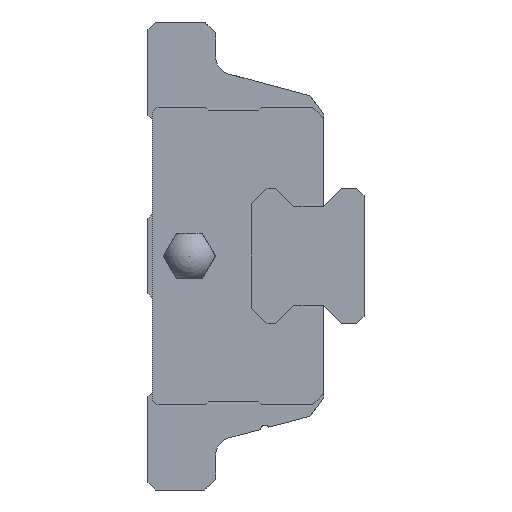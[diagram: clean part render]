
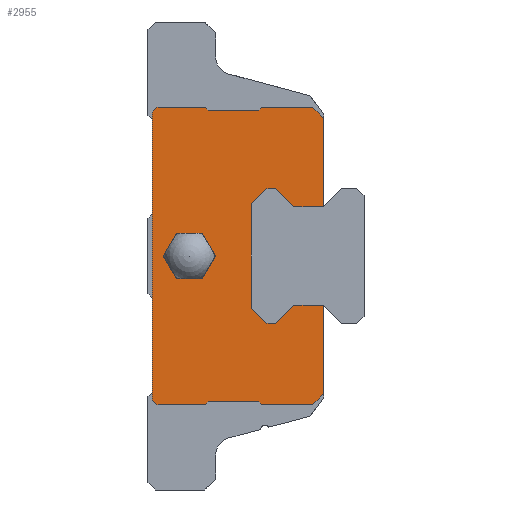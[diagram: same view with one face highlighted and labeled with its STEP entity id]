
A CAD part, left-side view. The second image highlights one B-rep face of the part: STEP entity #2955.
In plain terms, the highlighted planar face has unit normal (-1, 0, 0).
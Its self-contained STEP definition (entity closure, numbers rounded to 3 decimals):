
#652=ORIENTED_EDGE('',*,*,#1246,.F.);
#653=ORIENTED_EDGE('',*,*,#1200,.F.);
#654=ORIENTED_EDGE('',*,*,#1271,.F.);
#655=ORIENTED_EDGE('',*,*,#1269,.F.);
#656=ORIENTED_EDGE('',*,*,#1267,.F.);
#657=ORIENTED_EDGE('',*,*,#1265,.F.);
#658=ORIENTED_EDGE('',*,*,#1263,.F.);
#659=ORIENTED_EDGE('',*,*,#1261,.F.);
#660=ORIENTED_EDGE('',*,*,#1259,.F.);
#661=ORIENTED_EDGE('',*,*,#1174,.F.);
#662=ORIENTED_EDGE('',*,*,#1171,.F.);
#663=ORIENTED_EDGE('',*,*,#1168,.F.);
#664=ORIENTED_EDGE('',*,*,#1165,.F.);
#665=ORIENTED_EDGE('',*,*,#1162,.F.);
#666=ORIENTED_EDGE('',*,*,#1159,.F.);
#667=ORIENTED_EDGE('',*,*,#1156,.F.);
#668=ORIENTED_EDGE('',*,*,#1153,.F.);
#669=ORIENTED_EDGE('',*,*,#1150,.F.);
#670=ORIENTED_EDGE('',*,*,#1147,.F.);
#671=ORIENTED_EDGE('',*,*,#1143,.F.);
#672=ORIENTED_EDGE('',*,*,#1258,.F.);
#673=ORIENTED_EDGE('',*,*,#1256,.F.);
#674=ORIENTED_EDGE('',*,*,#1254,.F.);
#675=ORIENTED_EDGE('',*,*,#1252,.F.);
#676=ORIENTED_EDGE('',*,*,#1250,.F.);
#677=ORIENTED_EDGE('',*,*,#1248,.F.);
#678=ORIENTED_EDGE('',*,*,#1272,.T.);
#679=ORIENTED_EDGE('',*,*,#1273,.T.);
#680=ORIENTED_EDGE('',*,*,#1274,.T.);
#681=ORIENTED_EDGE('',*,*,#1275,.T.);
#682=ORIENTED_EDGE('',*,*,#1276,.T.);
#683=ORIENTED_EDGE('',*,*,#1277,.T.);
#1143=EDGE_CURVE('',#1529,#1530,#1802,.T.);
#1147=EDGE_CURVE('',#1530,#1533,#1806,.T.);
#1150=EDGE_CURVE('',#1533,#1535,#1809,.T.);
#1153=EDGE_CURVE('',#1535,#1537,#1812,.T.);
#1156=EDGE_CURVE('',#1537,#1539,#1815,.T.);
#1159=EDGE_CURVE('',#1539,#1541,#1818,.T.);
#1162=EDGE_CURVE('',#1541,#1543,#1821,.T.);
#1165=EDGE_CURVE('',#1543,#1545,#1824,.T.);
#1168=EDGE_CURVE('',#1545,#1547,#1827,.T.);
#1171=EDGE_CURVE('',#1547,#1549,#1830,.T.);
#1174=EDGE_CURVE('',#1549,#1551,#1833,.T.);
#1200=EDGE_CURVE('',#1560,#1561,#1857,.T.);
#1246=EDGE_CURVE('',#1561,#1588,#1900,.T.);
#1248=EDGE_CURVE('',#1588,#1589,#1902,.T.);
#1250=EDGE_CURVE('',#1589,#1590,#1904,.T.);
#1252=EDGE_CURVE('',#1590,#1591,#1906,.T.);
#1254=EDGE_CURVE('',#1591,#1592,#1908,.T.);
#1256=EDGE_CURVE('',#1592,#1593,#1910,.T.);
#1258=EDGE_CURVE('',#1593,#1529,#1912,.T.);
#1259=EDGE_CURVE('',#1551,#1594,#1913,.T.);
#1261=EDGE_CURVE('',#1594,#1595,#1915,.T.);
#1263=EDGE_CURVE('',#1595,#1596,#1917,.T.);
#1265=EDGE_CURVE('',#1596,#1597,#1919,.T.);
#1267=EDGE_CURVE('',#1597,#1598,#1921,.T.);
#1269=EDGE_CURVE('',#1598,#1599,#1923,.T.);
#1271=EDGE_CURVE('',#1599,#1560,#1925,.T.);
#1272=EDGE_CURVE('',#1600,#1601,#1926,.T.);
#1273=EDGE_CURVE('',#1601,#1602,#1927,.T.);
#1274=EDGE_CURVE('',#1602,#1603,#1928,.T.);
#1275=EDGE_CURVE('',#1603,#1604,#1929,.T.);
#1276=EDGE_CURVE('',#1604,#1605,#1930,.T.);
#1277=EDGE_CURVE('',#1605,#1600,#1931,.T.);
#1529=VERTEX_POINT('',#4440);
#1530=VERTEX_POINT('',#4442);
#1533=VERTEX_POINT('',#4450);
#1535=VERTEX_POINT('',#4456);
#1537=VERTEX_POINT('',#4462);
#1539=VERTEX_POINT('',#4468);
#1541=VERTEX_POINT('',#4474);
#1543=VERTEX_POINT('',#4480);
#1545=VERTEX_POINT('',#4486);
#1547=VERTEX_POINT('',#4492);
#1549=VERTEX_POINT('',#4498);
#1551=VERTEX_POINT('',#4504);
#1560=VERTEX_POINT('',#4551);
#1561=VERTEX_POINT('',#4553);
#1588=VERTEX_POINT('',#4645);
#1589=VERTEX_POINT('',#4649);
#1590=VERTEX_POINT('',#4653);
#1591=VERTEX_POINT('',#4657);
#1592=VERTEX_POINT('',#4661);
#1593=VERTEX_POINT('',#4665);
#1594=VERTEX_POINT('',#4671);
#1595=VERTEX_POINT('',#4675);
#1596=VERTEX_POINT('',#4679);
#1597=VERTEX_POINT('',#4683);
#1598=VERTEX_POINT('',#4687);
#1599=VERTEX_POINT('',#4691);
#1600=VERTEX_POINT('',#4697);
#1601=VERTEX_POINT('',#4698);
#1602=VERTEX_POINT('',#4700);
#1603=VERTEX_POINT('',#4702);
#1604=VERTEX_POINT('',#4704);
#1605=VERTEX_POINT('',#4706);
#1802=LINE('',#4441,#2146);
#1806=LINE('',#4449,#2150);
#1809=LINE('',#4455,#2153);
#1812=LINE('',#4461,#2156);
#1815=LINE('',#4467,#2159);
#1818=LINE('',#4473,#2162);
#1821=LINE('',#4479,#2165);
#1824=LINE('',#4485,#2168);
#1827=LINE('',#4491,#2171);
#1830=LINE('',#4497,#2174);
#1833=LINE('',#4503,#2177);
#1857=LINE('',#4552,#2201);
#1900=LINE('',#4644,#2244);
#1902=LINE('',#4648,#2246);
#1904=LINE('',#4652,#2248);
#1906=LINE('',#4656,#2250);
#1908=LINE('',#4660,#2252);
#1910=LINE('',#4664,#2254);
#1912=LINE('',#4668,#2256);
#1913=LINE('',#4670,#2257);
#1915=LINE('',#4674,#2259);
#1917=LINE('',#4678,#2261);
#1919=LINE('',#4682,#2263);
#1921=LINE('',#4686,#2265);
#1923=LINE('',#4690,#2267);
#1925=LINE('',#4694,#2269);
#1926=LINE('',#4696,#2270);
#1927=LINE('',#4699,#2271);
#1928=LINE('',#4701,#2272);
#1929=LINE('',#4703,#2273);
#1930=LINE('',#4705,#2274);
#1931=LINE('',#4707,#2275);
#2146=VECTOR('',#3529,1000.);
#2150=VECTOR('',#3535,1000.);
#2153=VECTOR('',#3540,1000.);
#2156=VECTOR('',#3545,1000.);
#2159=VECTOR('',#3550,1000.);
#2162=VECTOR('',#3555,1000.);
#2165=VECTOR('',#3560,1000.);
#2168=VECTOR('',#3565,1000.);
#2171=VECTOR('',#3570,1000.);
#2174=VECTOR('',#3575,1000.);
#2177=VECTOR('',#3580,1000.);
#2201=VECTOR('',#3634,1000.);
#2244=VECTOR('',#3721,1000.);
#2246=VECTOR('',#3725,1000.);
#2248=VECTOR('',#3729,1000.);
#2250=VECTOR('',#3733,1000.);
#2252=VECTOR('',#3737,1000.);
#2254=VECTOR('',#3741,1000.);
#2256=VECTOR('',#3745,1000.);
#2257=VECTOR('',#3748,1000.);
#2259=VECTOR('',#3752,1000.);
#2261=VECTOR('',#3756,1000.);
#2263=VECTOR('',#3760,1000.);
#2265=VECTOR('',#3764,1000.);
#2267=VECTOR('',#3768,1000.);
#2269=VECTOR('',#3772,1000.);
#2270=VECTOR('',#3775,1000.);
#2271=VECTOR('',#3776,1000.);
#2272=VECTOR('',#3777,1000.);
#2273=VECTOR('',#3778,1000.);
#2274=VECTOR('',#3779,1000.);
#2275=VECTOR('',#3780,1000.);
#2462=EDGE_LOOP('',(#652,#653,#654,#655,#656,#657,#658,#659,#660,#661,#662,
#663,#664,#665,#666,#667,#668,#669,#670,#671,#672,#673,#674,#675,#676,#677));
#2463=EDGE_LOOP('',(#678,#679,#680,#681,#682,#683));
#2648=FACE_BOUND('',#2462,.T.);
#2649=FACE_BOUND('',#2463,.T.);
#2816=PLANE('',#3176);
#2955=ADVANCED_FACE('',(#2648,#2649),#2816,.F.);
#3176=AXIS2_PLACEMENT_3D('',#4695,#3773,#3774);
#3529=DIRECTION('',(0.,0.,-1.));
#3535=DIRECTION('',(0.,1.,0.));
#3540=DIRECTION('',(0.,0.707,0.707));
#3545=DIRECTION('',(0.,1.,0.));
#3550=DIRECTION('',(0.,0.711,-0.703));
#3555=DIRECTION('',(0.,0.,-1.));
#3560=DIRECTION('',(0.,-0.711,-0.703));
#3565=DIRECTION('',(0.,-1.,0.));
#3570=DIRECTION('',(0.,-0.707,0.707));
#3575=DIRECTION('',(0.,-1.,0.));
#3580=DIRECTION('',(0.,0.,-1.));
#3634=DIRECTION('',(0.,0.,1.));
#3721=DIRECTION('',(0.,-0.707,0.707));
#3725=DIRECTION('',(0.,-1.,0.));
#3729=DIRECTION('',(0.,-0.707,-0.707));
#3733=DIRECTION('',(0.,-1.,0.));
#3737=DIRECTION('',(0.,-0.707,0.707));
#3741=DIRECTION('',(0.,-1.,0.));
#3745=DIRECTION('',(0.,-0.707,-0.707));
#3748=DIRECTION('',(0.,0.707,-0.707));
#3752=DIRECTION('',(0.,1.,0.));
#3756=DIRECTION('',(0.,0.707,0.707));
#3760=DIRECTION('',(0.,1.,0.));
#3764=DIRECTION('',(0.,0.707,-0.707));
#3768=DIRECTION('',(0.,1.,0.));
#3772=DIRECTION('',(0.,0.707,0.707));
#3773=DIRECTION('',(1.,0.,0.));
#3774=DIRECTION('',(0.,0.,-1.));
#3775=DIRECTION('',(0.,1.,0.));
#3776=DIRECTION('',(0.,0.5,0.866));
#3777=DIRECTION('',(0.,-0.5,0.866));
#3778=DIRECTION('',(0.,-1.,0.));
#3779=DIRECTION('',(0.,-0.5,-0.866));
#3780=DIRECTION('',(0.,0.5,-0.866));
#4440=CARTESIAN_POINT('',(-28.6,-19.5,15.3));
#4441=CARTESIAN_POINT('',(-28.6,-19.5,15.3));
#4442=CARTESIAN_POINT('',(-28.6,-19.5,5.5));
#4449=CARTESIAN_POINT('',(-28.6,-19.5,5.5));
#4450=CARTESIAN_POINT('',(-28.6,-16.2,5.5));
#4455=CARTESIAN_POINT('',(-28.6,-16.2,5.5));
#4456=CARTESIAN_POINT('',(-28.6,-14.2,7.5));
#4461=CARTESIAN_POINT('',(-28.6,-14.2,7.5));
#4462=CARTESIAN_POINT('',(-28.6,-13.22,7.5));
#4467=CARTESIAN_POINT('',(-28.6,-13.22,7.5));
#4468=CARTESIAN_POINT('',(-28.6,-11.5,5.8));
#4473=CARTESIAN_POINT('',(-28.6,-11.5,5.8));
#4474=CARTESIAN_POINT('',(-28.6,-11.5,-5.8));
#4479=CARTESIAN_POINT('',(-28.6,-11.5,-5.8));
#4480=CARTESIAN_POINT('',(-28.6,-13.22,-7.5));
#4485=CARTESIAN_POINT('',(-28.6,-13.22,-7.5));
#4486=CARTESIAN_POINT('',(-28.6,-14.2,-7.5));
#4491=CARTESIAN_POINT('',(-28.6,-14.2,-7.5));
#4492=CARTESIAN_POINT('',(-28.6,-16.2,-5.5));
#4497=CARTESIAN_POINT('',(-28.6,-16.2,-5.5));
#4498=CARTESIAN_POINT('',(-28.6,-19.5,-5.5));
#4503=CARTESIAN_POINT('',(-28.6,-19.5,-5.5));
#4504=CARTESIAN_POINT('',(-28.6,-19.5,-15.3));
#4551=CARTESIAN_POINT('',(-28.6,-0.5,-16.));
#4552=CARTESIAN_POINT('',(-28.6,-0.5,-16.));
#4553=CARTESIAN_POINT('',(-28.6,-0.5,16.));
#4644=CARTESIAN_POINT('',(-28.6,-0.5,16.));
#4645=CARTESIAN_POINT('',(-28.6,-1.,16.5));
#4648=CARTESIAN_POINT('',(-28.6,-1.,16.5));
#4649=CARTESIAN_POINT('',(-28.6,-6.375,16.5));
#4652=CARTESIAN_POINT('',(-28.6,-6.375,16.5));
#4653=CARTESIAN_POINT('',(-28.6,-6.675,16.2));
#4656=CARTESIAN_POINT('',(-28.6,-6.675,16.2));
#4657=CARTESIAN_POINT('',(-28.6,-12.325,16.2));
#4660=CARTESIAN_POINT('',(-28.6,-12.325,16.2));
#4661=CARTESIAN_POINT('',(-28.6,-12.625,16.5));
#4664=CARTESIAN_POINT('',(-28.6,-12.625,16.5));
#4665=CARTESIAN_POINT('',(-28.6,-18.3,16.5));
#4668=CARTESIAN_POINT('',(-28.6,-18.3,16.5));
#4670=CARTESIAN_POINT('',(-28.6,-19.5,-15.3));
#4671=CARTESIAN_POINT('',(-28.6,-18.3,-16.5));
#4674=CARTESIAN_POINT('',(-28.6,-18.3,-16.5));
#4675=CARTESIAN_POINT('',(-28.6,-12.625,-16.5));
#4678=CARTESIAN_POINT('',(-28.6,-12.625,-16.5));
#4679=CARTESIAN_POINT('',(-28.6,-12.325,-16.2));
#4682=CARTESIAN_POINT('',(-28.6,-12.325,-16.2));
#4683=CARTESIAN_POINT('',(-28.6,-6.675,-16.2));
#4686=CARTESIAN_POINT('',(-28.6,-6.675,-16.2));
#4687=CARTESIAN_POINT('',(-28.6,-6.375,-16.5));
#4690=CARTESIAN_POINT('',(-28.6,-6.375,-16.5));
#4691=CARTESIAN_POINT('',(-28.6,-1.,-16.5));
#4694=CARTESIAN_POINT('',(-28.6,-1.,-16.5));
#4695=CARTESIAN_POINT('',(-28.6,0.,0.));
#4696=CARTESIAN_POINT('',(-28.6,-6.043,-2.5));
#4697=CARTESIAN_POINT('',(-28.6,-6.043,-2.5));
#4698=CARTESIAN_POINT('',(-28.6,-3.157,-2.5));
#4699=CARTESIAN_POINT('',(-28.6,-3.157,-2.5));
#4700=CARTESIAN_POINT('',(-28.6,-1.713,0.));
#4701=CARTESIAN_POINT('',(-28.6,-1.713,0.));
#4702=CARTESIAN_POINT('',(-28.6,-3.157,2.5));
#4703=CARTESIAN_POINT('',(-28.6,-3.157,2.5));
#4704=CARTESIAN_POINT('',(-28.6,-6.043,2.5));
#4705=CARTESIAN_POINT('',(-28.6,-6.043,2.5));
#4706=CARTESIAN_POINT('',(-28.6,-7.487,0.));
#4707=CARTESIAN_POINT('',(-28.6,-7.487,0.));
